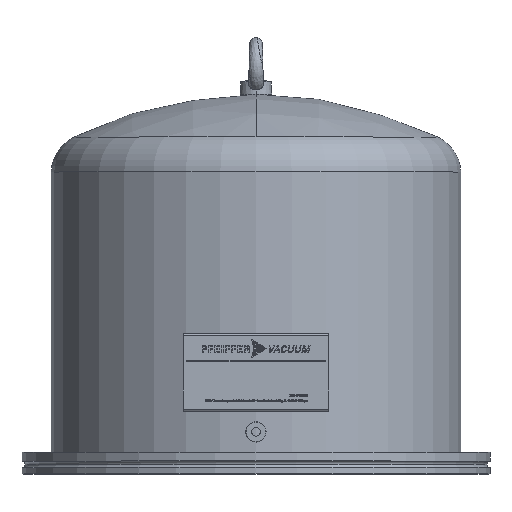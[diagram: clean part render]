
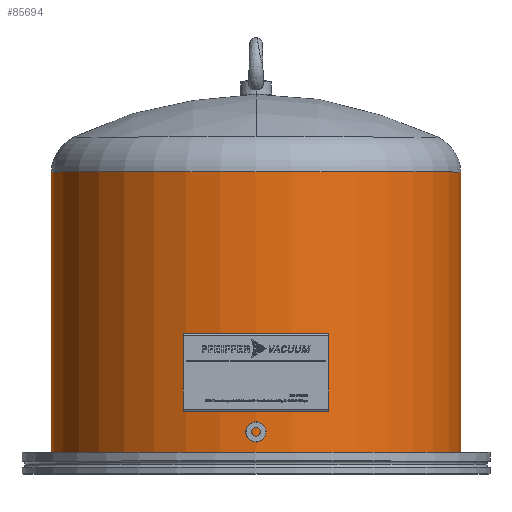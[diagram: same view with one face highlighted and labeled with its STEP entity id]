
A CAD part, top view. The second image highlights one B-rep face of the part: STEP entity #85694.
In plain terms, the highlighted cylindrical face has radius 162 mm (diameter 324 mm), a partial arc.
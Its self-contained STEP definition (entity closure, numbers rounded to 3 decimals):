
#2573 = EDGE_LOOP ( 'NONE', ( #79669, #38717, #71349, #35890 ) ) ;
#6297 = DIRECTION ( 'NONE',  ( 0., -1., 0. ) ) ;
#6524 = CARTESIAN_POINT ( 'NONE',  ( 0., 238.67, 0. ) ) ;
#7878 = CARTESIAN_POINT ( 'NONE',  ( 0., 8., 0. ) ) ;
#8345 = EDGE_CURVE ( 'NONE', #80253, #31627, #65971, .T. ) ;
#14810 = DIRECTION ( 'NONE',  ( -1., 0., 0. ) ) ;
#15888 = VECTOR ( 'NONE', #6297, 1000. ) ;
#16134 = DIRECTION ( 'NONE',  ( 0., 0., 1. ) ) ;
#17186 = AXIS2_PLACEMENT_3D ( 'NONE', #7878, #65882, #16134 ) ;
#17966 = EDGE_CURVE ( 'NONE', #80253, #71672, #104294, .T. ) ;
#26796 = VECTOR ( 'NONE', #43054, 1000. ) ;
#31062 = CIRCLE ( 'NONE', #17186, 162. ) ;
#31627 = VERTEX_POINT ( 'NONE', #91702 ) ;
#32480 = AXIS2_PLACEMENT_3D ( 'NONE', #104681, #71579, #55233 ) ;
#35890 = ORIENTED_EDGE ( 'NONE', *, *, #100944, .F. ) ;
#37308 = EDGE_CURVE ( 'NONE', #31627, #103016, #48759, .T. ) ;
#38717 = ORIENTED_EDGE ( 'NONE', *, *, #8345, .T. ) ;
#43054 = DIRECTION ( 'NONE',  ( 0., -1., 0. ) ) ;
#46213 = CARTESIAN_POINT ( 'NONE',  ( 162., 8., 0. ) ) ;
#48759 = LINE ( 'NONE', #51400, #26796 ) ;
#51400 = CARTESIAN_POINT ( 'NONE',  ( -162., 248.49, 0. ) ) ;
#55233 = DIRECTION ( 'NONE',  ( -1., 0., 0. ) ) ;
#63263 = CYLINDRICAL_SURFACE ( 'NONE', #32480, 162. ) ;
#63889 = CARTESIAN_POINT ( 'NONE',  ( -162., 8., 0. ) ) ;
#64525 = DIRECTION ( 'NONE',  ( 0., -1., 0. ) ) ;
#65882 = DIRECTION ( 'NONE',  ( 0., -1., 0. ) ) ;
#65971 = CIRCLE ( 'NONE', #104919, 162. ) ;
#67911 = CARTESIAN_POINT ( 'NONE',  ( 162., 238.67, 0. ) ) ;
#71349 = ORIENTED_EDGE ( 'NONE', *, *, #37308, .T. ) ;
#71579 = DIRECTION ( 'NONE',  ( 0., -1., 0. ) ) ;
#71672 = VERTEX_POINT ( 'NONE', #46213 ) ;
#79669 = ORIENTED_EDGE ( 'NONE', *, *, #17966, .F. ) ;
#80253 = VERTEX_POINT ( 'NONE', #67911 ) ;
#85694 = ADVANCED_FACE ( 'NONE', ( #93200 ), #63263, .T. ) ;
#89770 = CARTESIAN_POINT ( 'NONE',  ( 162., 248.49, 0. ) ) ;
#91702 = CARTESIAN_POINT ( 'NONE',  ( -162., 238.67, 0. ) ) ;
#93200 = FACE_OUTER_BOUND ( 'NONE', #2573, .T. ) ;
#100944 = EDGE_CURVE ( 'NONE', #71672, #103016, #31062, .T. ) ;
#103016 = VERTEX_POINT ( 'NONE', #63889 ) ;
#104294 = LINE ( 'NONE', #89770, #15888 ) ;
#104681 = CARTESIAN_POINT ( 'NONE',  ( 0., 248.49, 0. ) ) ;
#104919 = AXIS2_PLACEMENT_3D ( 'NONE', #6524, #64525, #14810 ) ;
